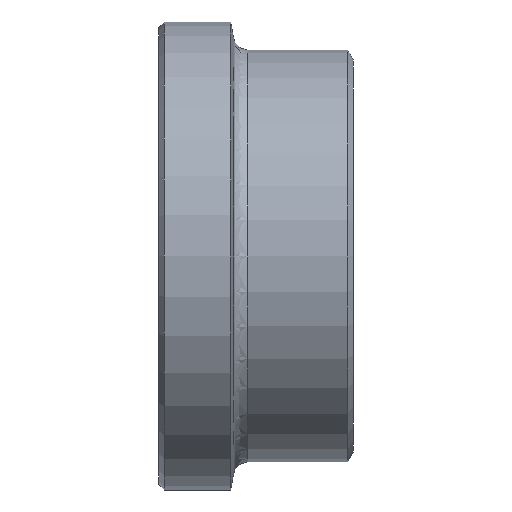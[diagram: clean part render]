
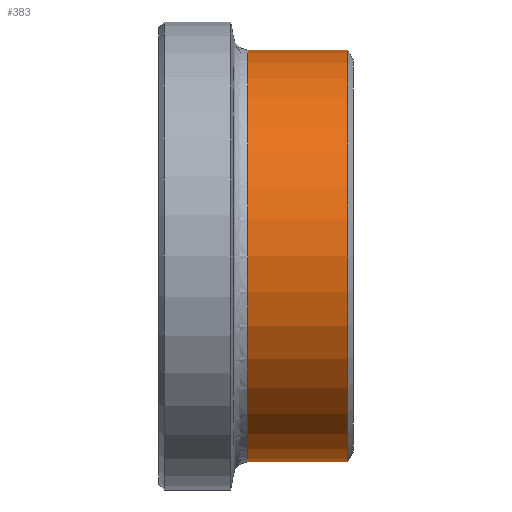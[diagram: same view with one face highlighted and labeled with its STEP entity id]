
A CAD part, front view. The second image highlights one B-rep face of the part: STEP entity #383.
In plain terms, the highlighted cylindrical face has radius 57.15 mm (diameter 114.3 mm), a full revolution.
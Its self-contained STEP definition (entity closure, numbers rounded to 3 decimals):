
#349=CARTESIAN_POINT('',(-29.259,57.15,0.0));
#350=VERTEX_POINT('',#349);
#351=CARTESIAN_POINT('',(-29.259,0.0,0.0));
#352=DIRECTION('',(1.0,0.0,0.0));
#353=DIRECTION('',(0.0,1.0,0.0));
#354=AXIS2_PLACEMENT_3D('',#351,#352,#353);
#355=CIRCLE('',#354,57.15);
#356=EDGE_CURVE('',#350,#350,#355,.T.);
#364=CARTESIAN_POINT('',(-15.38,0.0,0.0));
#365=DIRECTION('',(1.0,0.0,0.0));
#366=DIRECTION('',(0.0,1.0,0.0));
#367=AXIS2_PLACEMENT_3D('',#364,#365,#366);
#368=CYLINDRICAL_SURFACE('',#367,57.15);
#369=CARTESIAN_POINT('',(-1.501,57.15,0.0));
#370=VERTEX_POINT('',#369);
#371=CARTESIAN_POINT('',(-1.501,0.0,0.0));
#372=DIRECTION('',(1.0,0.0,0.0));
#373=DIRECTION('',(0.0,1.0,0.0));
#374=AXIS2_PLACEMENT_3D('',#371,#372,#373);
#375=CIRCLE('',#374,57.15);
#376=EDGE_CURVE('',#370,#370,#375,.T.);
#377=ORIENTED_EDGE('',*,*,#376,.F.);
#378=EDGE_LOOP('',(#377));
#379=FACE_OUTER_BOUND('',#378,.T.);
#380=ORIENTED_EDGE('',*,*,#356,.T.);
#381=EDGE_LOOP('',(#380));
#382=FACE_BOUND('',#381,.T.);
#383=ADVANCED_FACE('',(#379,#382),#368,.T.);
